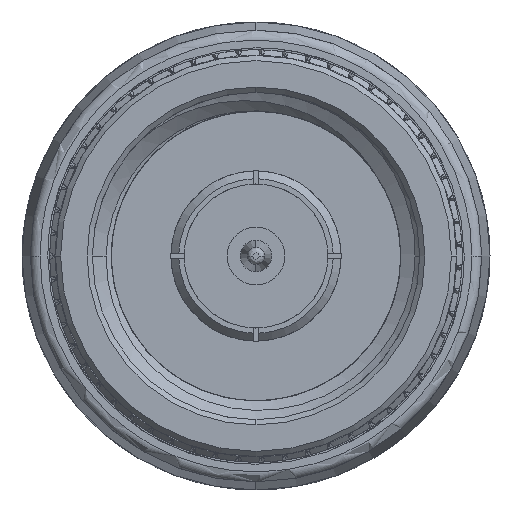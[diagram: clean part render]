
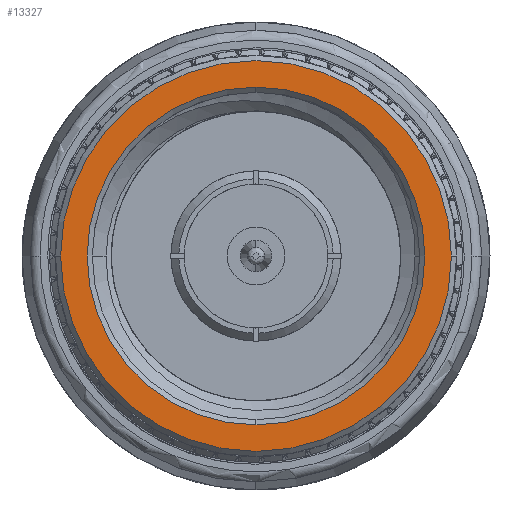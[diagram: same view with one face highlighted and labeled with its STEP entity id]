
A CAD part, front view. The second image highlights one B-rep face of the part: STEP entity #13327.
In plain terms, the highlighted planar face has unit normal (0, -1, 0).
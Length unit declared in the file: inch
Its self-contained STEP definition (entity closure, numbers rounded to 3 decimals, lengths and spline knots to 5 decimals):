
#11272 = CIRCLE ( 'NONE', #96690, 0.37309 ) ;
#13327 = ADVANCED_FACE ( 'NONE', ( #128115, #107082 ), #28214, .T. ) ;
#15597 = AXIS2_PLACEMENT_3D ( 'NONE', #26989, #24177, #112416 ) ;
#18793 = EDGE_CURVE ( 'NONE', #128898, #53256, #41041, .T. ) ;
#20998 = EDGE_CURVE ( 'NONE', #129516, #126840, #59626, .T. ) ;
#24177 = DIRECTION ( 'NONE',  ( 0., -1., 0. ) ) ;
#24947 = EDGE_CURVE ( 'NONE', #53256, #128898, #11272, .T. ) ;
#26003 = AXIS2_PLACEMENT_3D ( 'NONE', #94703, #106276, #52759 ) ;
#26989 = CARTESIAN_POINT ( 'NONE',  ( 0.74409, 0.2874, 0. ) ) ;
#28214 = PLANE ( 'NONE',  #94308 ) ;
#31013 = DIRECTION ( 'NONE',  ( 0., -1., 0. ) ) ;
#31734 = DIRECTION ( 'NONE',  ( -1., 0., 0. ) ) ;
#37770 = CARTESIAN_POINT ( 'NONE',  ( 0.74409, 0.2874, 0.3225 ) ) ;
#41041 = CIRCLE ( 'NONE', #15597, 0.37309 ) ;
#41876 = CARTESIAN_POINT ( 'NONE',  ( 0.74409, 0.2874, 0. ) ) ;
#43959 = ORIENTED_EDGE ( 'NONE', *, *, #18793, .T. ) ;
#46149 = ORIENTED_EDGE ( 'NONE', *, *, #71538, .T. ) ;
#48523 = CARTESIAN_POINT ( 'NONE',  ( 1.11718, 0.2874, 0. ) ) ;
#49967 = CARTESIAN_POINT ( 'NONE',  ( 0.36101, 0.2874, 0. ) ) ;
#52123 = DIRECTION ( 'NONE',  ( 1., 0., 0. ) ) ;
#52759 = DIRECTION ( 'NONE',  ( 0., 0., 1. ) ) ;
#53256 = VERTEX_POINT ( 'NONE', #87554 ) ;
#59626 = CIRCLE ( 'NONE', #124404, 0.3225 ) ;
#59673 = CARTESIAN_POINT ( 'NONE',  ( 0.74409, 0.2874, -0.3225 ) ) ;
#71538 = EDGE_CURVE ( 'NONE', #126840, #129516, #139260, .T. ) ;
#73119 = DIRECTION ( 'NONE',  ( 0., -1., 0. ) ) ;
#84410 = CARTESIAN_POINT ( 'NONE',  ( 0.74409, 0.2874, 0. ) ) ;
#87543 = ORIENTED_EDGE ( 'NONE', *, *, #24947, .T. ) ;
#87554 = CARTESIAN_POINT ( 'NONE',  ( 0.37101, 0.2874, 0. ) ) ;
#89139 = EDGE_LOOP ( 'NONE', ( #87543, #43959 ) ) ;
#94308 = AXIS2_PLACEMENT_3D ( 'NONE', #49967, #73119, #52123 ) ;
#94703 = CARTESIAN_POINT ( 'NONE',  ( 0.74409, 0.2874, 0. ) ) ;
#95342 = ORIENTED_EDGE ( 'NONE', *, *, #20998, .T. ) ;
#95935 = DIRECTION ( 'NONE',  ( 0., 1., 0. ) ) ;
#96690 = AXIS2_PLACEMENT_3D ( 'NONE', #41876, #31013, #31734 ) ;
#105356 = DIRECTION ( 'NONE',  ( 0., 0., 1. ) ) ;
#106276 = DIRECTION ( 'NONE',  ( 0., 1., 0. ) ) ;
#107082 = FACE_BOUND ( 'NONE', #131241, .T. ) ;
#112416 = DIRECTION ( 'NONE',  ( -1., 0., 0. ) ) ;
#124404 = AXIS2_PLACEMENT_3D ( 'NONE', #84410, #95935, #105356 ) ;
#126840 = VERTEX_POINT ( 'NONE', #59673 ) ;
#128115 = FACE_OUTER_BOUND ( 'NONE', #89139, .T. ) ;
#128898 = VERTEX_POINT ( 'NONE', #48523 ) ;
#129516 = VERTEX_POINT ( 'NONE', #37770 ) ;
#131241 = EDGE_LOOP ( 'NONE', ( #95342, #46149 ) ) ;
#139260 = CIRCLE ( 'NONE', #26003, 0.3225 ) ;
